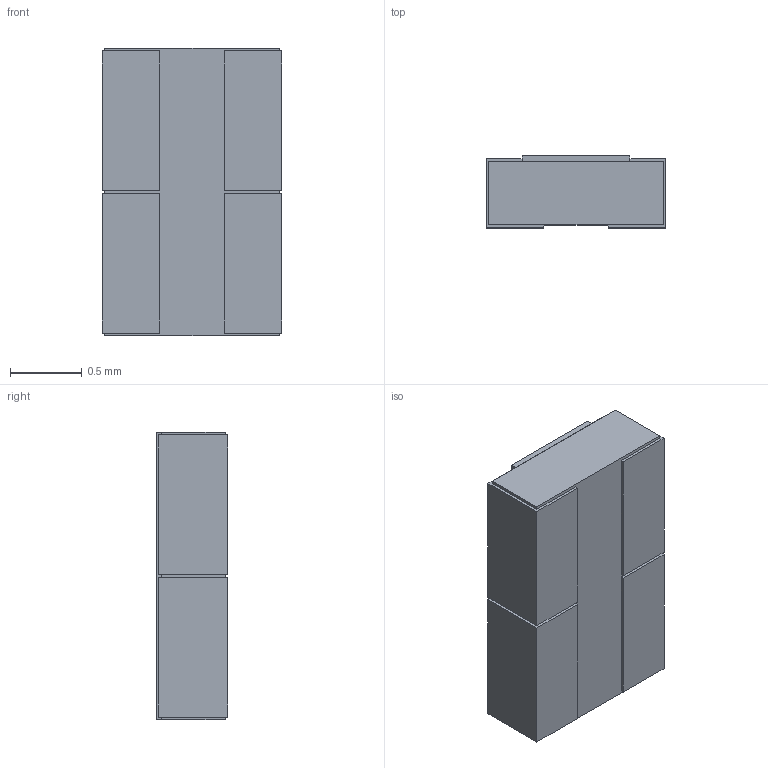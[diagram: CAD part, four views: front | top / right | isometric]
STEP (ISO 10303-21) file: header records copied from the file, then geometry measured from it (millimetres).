
FILE_DESCRIPTION (( 'STEP AP214' ), '1' );
FILE_NAME ('EXB-S8V331J.STEP', '2024-08-31T02:13:31', ( '' ), ( '' ), 'SwSTEP 2.0', 'SolidWorks 2016', '' );
FILE_SCHEMA (( 'AUTOMOTIVE_DESIGN' ));
Length unit declared in the file: millimetre
Products named in the file (1): EXB-S8V331J
Bounding box: 1.25 x 0.5 x 2 mm (x, y, z)
Volume: 1.2 mm3; surface area: 19.7 mm2
Topology: 6 solids, 6 shells, 52 faces, 120 edges, 80 vertices
Faces by surface type: plane 52
Entity records: 1523 total; most frequent: CARTESIAN_POINT 253, ORIENTED_EDGE 240, DIRECTION 226, EDGE_CURVE 120, VECTOR 120, LINE 120, VERTEX_POINT 80, AXIS2_PLACEMENT_3D 53
